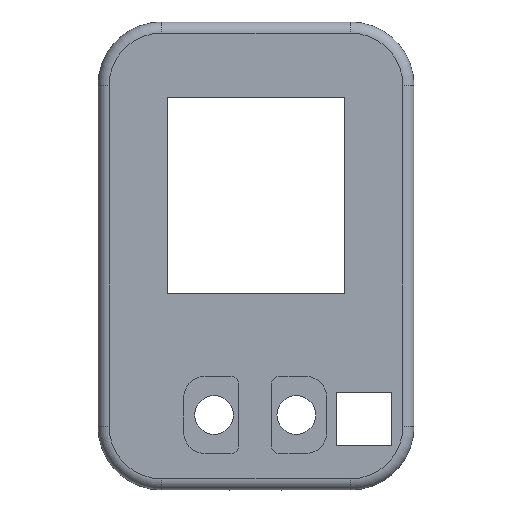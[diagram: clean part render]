
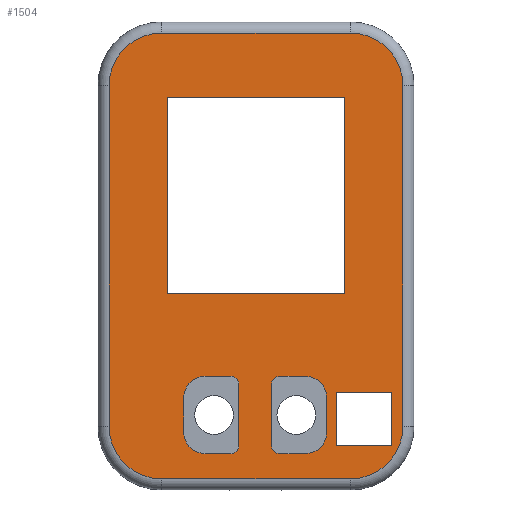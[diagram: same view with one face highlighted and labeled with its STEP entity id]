
A CAD part, top view. The second image highlights one B-rep face of the part: STEP entity #1504.
In plain terms, the highlighted planar face has unit normal (0, 0, 1).
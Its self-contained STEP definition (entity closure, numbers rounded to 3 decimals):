
#1074 = VERTEX_POINT('',#1075);
#1075 = CARTESIAN_POINT('',(-26.6,30.85,9.1));
#1082 = EDGE_CURVE('',#1074,#1083,#1085,.T.);
#1083 = VERTEX_POINT('',#1084);
#1084 = CARTESIAN_POINT('',(-26.6,-30.85,9.1));
#1085 = LINE('',#1086,#1087);
#1086 = CARTESIAN_POINT('',(-26.6,30.85,9.1));
#1087 = VECTOR('',#1088,1.);
#1088 = DIRECTION('',(0.,-1.,0.));
#1132 = VERTEX_POINT('',#1133);
#1133 = CARTESIAN_POINT('',(17.1,40.35,9.1));
#1140 = EDGE_CURVE('',#1132,#1141,#1143,.T.);
#1141 = VERTEX_POINT('',#1142);
#1142 = CARTESIAN_POINT('',(-17.1,40.35,9.1));
#1143 = LINE('',#1144,#1145);
#1144 = CARTESIAN_POINT('',(17.1,40.35,9.1));
#1145 = VECTOR('',#1146,1.);
#1146 = DIRECTION('',(-1.,0.,0.));
#1167 = EDGE_CURVE('',#1141,#1074,#1168,.T.);
#1168 = CIRCLE('',#1169,9.5);
#1169 = AXIS2_PLACEMENT_3D('',#1170,#1171,#1172);
#1170 = CARTESIAN_POINT('',(-17.1,30.85,9.1));
#1171 = DIRECTION('',(0.,-0.,1.));
#1172 = DIRECTION('',(0.,1.,0.));
#1185 = VERTEX_POINT('',#1186);
#1186 = CARTESIAN_POINT('',(-17.1,-40.35,9.1));
#1193 = EDGE_CURVE('',#1083,#1185,#1194,.T.);
#1194 = CIRCLE('',#1195,9.5);
#1195 = AXIS2_PLACEMENT_3D('',#1196,#1197,#1198);
#1196 = CARTESIAN_POINT('',(-17.1,-30.85,9.1));
#1197 = DIRECTION('',(0.,0.,1.));
#1198 = DIRECTION('',(-1.,0.,0.));
#1209 = EDGE_CURVE('',#1185,#1210,#1212,.T.);
#1210 = VERTEX_POINT('',#1211);
#1211 = CARTESIAN_POINT('',(17.1,-40.35,9.1));
#1212 = LINE('',#1213,#1214);
#1213 = CARTESIAN_POINT('',(-17.1,-40.35,9.1));
#1214 = VECTOR('',#1215,1.);
#1215 = DIRECTION('',(1.,0.,0.));
#1504 = ADVANCED_FACE('',(#1505,#1536,#1606,#1676,#1710),#1744,.T.);
#1505 = FACE_BOUND('',#1506,.T.);
#1506 = EDGE_LOOP('',(#1507,#1508,#1509,#1510,#1519,#1527,#1534,#1535));
#1507 = ORIENTED_EDGE('',*,*,#1082,.T.);
#1508 = ORIENTED_EDGE('',*,*,#1193,.T.);
#1509 = ORIENTED_EDGE('',*,*,#1209,.T.);
#1510 = ORIENTED_EDGE('',*,*,#1511,.T.);
#1511 = EDGE_CURVE('',#1210,#1512,#1514,.T.);
#1512 = VERTEX_POINT('',#1513);
#1513 = CARTESIAN_POINT('',(26.6,-30.85,9.1));
#1514 = CIRCLE('',#1515,9.5);
#1515 = AXIS2_PLACEMENT_3D('',#1516,#1517,#1518);
#1516 = CARTESIAN_POINT('',(17.1,-30.85,9.1));
#1517 = DIRECTION('',(0.,0.,1.));
#1518 = DIRECTION('',(0.,-1.,0.));
#1519 = ORIENTED_EDGE('',*,*,#1520,.T.);
#1520 = EDGE_CURVE('',#1512,#1521,#1523,.T.);
#1521 = VERTEX_POINT('',#1522);
#1522 = CARTESIAN_POINT('',(26.6,30.85,9.1));
#1523 = LINE('',#1524,#1525);
#1524 = CARTESIAN_POINT('',(26.6,-30.85,9.1));
#1525 = VECTOR('',#1526,1.);
#1526 = DIRECTION('',(0.,1.,0.));
#1527 = ORIENTED_EDGE('',*,*,#1528,.T.);
#1528 = EDGE_CURVE('',#1521,#1132,#1529,.T.);
#1529 = CIRCLE('',#1530,9.5);
#1530 = AXIS2_PLACEMENT_3D('',#1531,#1532,#1533);
#1531 = CARTESIAN_POINT('',(17.1,30.85,9.1));
#1532 = DIRECTION('',(0.,0.,1.));
#1533 = DIRECTION('',(1.,0.,0.));
#1534 = ORIENTED_EDGE('',*,*,#1140,.T.);
#1535 = ORIENTED_EDGE('',*,*,#1167,.T.);
#1536 = FACE_BOUND('',#1537,.T.);
#1537 = EDGE_LOOP('',(#1538,#1548,#1557,#1565,#1574,#1582,#1591,#1599));
#1538 = ORIENTED_EDGE('',*,*,#1539,.F.);
#1539 = EDGE_CURVE('',#1540,#1542,#1544,.T.);
#1540 = VERTEX_POINT('',#1541);
#1541 = CARTESIAN_POINT('',(-13.08,-25.64,9.1));
#1542 = VERTEX_POINT('',#1543);
#1543 = CARTESIAN_POINT('',(-13.08,-31.94,9.1));
#1544 = LINE('',#1545,#1546);
#1545 = CARTESIAN_POINT('',(-13.08,-25.64,9.1));
#1546 = VECTOR('',#1547,1.);
#1547 = DIRECTION('',(0.,-1.,0.));
#1548 = ORIENTED_EDGE('',*,*,#1549,.F.);
#1549 = EDGE_CURVE('',#1550,#1540,#1552,.T.);
#1550 = VERTEX_POINT('',#1551);
#1551 = CARTESIAN_POINT('',(-9.23,-21.79,9.1));
#1552 = CIRCLE('',#1553,3.85);
#1553 = AXIS2_PLACEMENT_3D('',#1554,#1555,#1556);
#1554 = CARTESIAN_POINT('',(-9.23,-25.64,9.1));
#1555 = DIRECTION('',(0.,0.,1.));
#1556 = DIRECTION('',(1.,0.,0.));
#1557 = ORIENTED_EDGE('',*,*,#1558,.F.);
#1558 = EDGE_CURVE('',#1559,#1550,#1561,.T.);
#1559 = VERTEX_POINT('',#1560);
#1560 = CARTESIAN_POINT('',(-4.58,-21.79,9.1));
#1561 = LINE('',#1562,#1563);
#1562 = CARTESIAN_POINT('',(-4.58,-21.79,9.1));
#1563 = VECTOR('',#1564,1.);
#1564 = DIRECTION('',(-1.,0.,0.));
#1565 = ORIENTED_EDGE('',*,*,#1566,.F.);
#1566 = EDGE_CURVE('',#1567,#1559,#1569,.T.);
#1567 = VERTEX_POINT('',#1568);
#1568 = CARTESIAN_POINT('',(-3.08,-23.29,9.1));
#1569 = CIRCLE('',#1570,1.5);
#1570 = AXIS2_PLACEMENT_3D('',#1571,#1572,#1573);
#1571 = CARTESIAN_POINT('',(-4.58,-23.29,9.1));
#1572 = DIRECTION('',(0.,0.,1.));
#1573 = DIRECTION('',(1.,0.,0.));
#1574 = ORIENTED_EDGE('',*,*,#1575,.F.);
#1575 = EDGE_CURVE('',#1576,#1567,#1578,.T.);
#1576 = VERTEX_POINT('',#1577);
#1577 = CARTESIAN_POINT('',(-3.08,-34.29,9.1));
#1578 = LINE('',#1579,#1580);
#1579 = CARTESIAN_POINT('',(-3.08,-34.29,9.1));
#1580 = VECTOR('',#1581,1.);
#1581 = DIRECTION('',(0.,1.,0.));
#1582 = ORIENTED_EDGE('',*,*,#1583,.F.);
#1583 = EDGE_CURVE('',#1584,#1576,#1586,.T.);
#1584 = VERTEX_POINT('',#1585);
#1585 = CARTESIAN_POINT('',(-4.58,-35.79,9.1));
#1586 = CIRCLE('',#1587,1.5);
#1587 = AXIS2_PLACEMENT_3D('',#1588,#1589,#1590);
#1588 = CARTESIAN_POINT('',(-4.58,-34.29,9.1));
#1589 = DIRECTION('',(0.,0.,1.));
#1590 = DIRECTION('',(1.,0.,0.));
#1591 = ORIENTED_EDGE('',*,*,#1592,.F.);
#1592 = EDGE_CURVE('',#1593,#1584,#1595,.T.);
#1593 = VERTEX_POINT('',#1594);
#1594 = CARTESIAN_POINT('',(-9.23,-35.79,9.1));
#1595 = LINE('',#1596,#1597);
#1596 = CARTESIAN_POINT('',(-9.23,-35.79,9.1));
#1597 = VECTOR('',#1598,1.);
#1598 = DIRECTION('',(1.,0.,0.));
#1599 = ORIENTED_EDGE('',*,*,#1600,.F.);
#1600 = EDGE_CURVE('',#1542,#1593,#1601,.T.);
#1601 = CIRCLE('',#1602,3.85);
#1602 = AXIS2_PLACEMENT_3D('',#1603,#1604,#1605);
#1603 = CARTESIAN_POINT('',(-9.23,-31.94,9.1));
#1604 = DIRECTION('',(0.,0.,1.));
#1605 = DIRECTION('',(1.,0.,0.));
#1606 = FACE_BOUND('',#1607,.T.);
#1607 = EDGE_LOOP('',(#1608,#1618,#1627,#1635,#1644,#1652,#1661,#1669));
#1608 = ORIENTED_EDGE('',*,*,#1609,.F.);
#1609 = EDGE_CURVE('',#1610,#1612,#1614,.T.);
#1610 = VERTEX_POINT('',#1611);
#1611 = CARTESIAN_POINT('',(2.8,-23.29,9.1));
#1612 = VERTEX_POINT('',#1613);
#1613 = CARTESIAN_POINT('',(2.8,-34.29,9.1));
#1614 = LINE('',#1615,#1616);
#1615 = CARTESIAN_POINT('',(2.8,-23.29,9.1));
#1616 = VECTOR('',#1617,1.);
#1617 = DIRECTION('',(0.,-1.,0.));
#1618 = ORIENTED_EDGE('',*,*,#1619,.F.);
#1619 = EDGE_CURVE('',#1620,#1610,#1622,.T.);
#1620 = VERTEX_POINT('',#1621);
#1621 = CARTESIAN_POINT('',(4.3,-21.79,9.1));
#1622 = CIRCLE('',#1623,1.5);
#1623 = AXIS2_PLACEMENT_3D('',#1624,#1625,#1626);
#1624 = CARTESIAN_POINT('',(4.3,-23.29,9.1));
#1625 = DIRECTION('',(0.,0.,1.));
#1626 = DIRECTION('',(1.,0.,0.));
#1627 = ORIENTED_EDGE('',*,*,#1628,.F.);
#1628 = EDGE_CURVE('',#1629,#1620,#1631,.T.);
#1629 = VERTEX_POINT('',#1630);
#1630 = CARTESIAN_POINT('',(8.95,-21.79,9.1));
#1631 = LINE('',#1632,#1633);
#1632 = CARTESIAN_POINT('',(8.95,-21.79,9.1));
#1633 = VECTOR('',#1634,1.);
#1634 = DIRECTION('',(-1.,0.,0.));
#1635 = ORIENTED_EDGE('',*,*,#1636,.F.);
#1636 = EDGE_CURVE('',#1637,#1629,#1639,.T.);
#1637 = VERTEX_POINT('',#1638);
#1638 = CARTESIAN_POINT('',(12.8,-25.64,9.1));
#1639 = CIRCLE('',#1640,3.85);
#1640 = AXIS2_PLACEMENT_3D('',#1641,#1642,#1643);
#1641 = CARTESIAN_POINT('',(8.95,-25.64,9.1));
#1642 = DIRECTION('',(0.,0.,1.));
#1643 = DIRECTION('',(1.,0.,0.));
#1644 = ORIENTED_EDGE('',*,*,#1645,.F.);
#1645 = EDGE_CURVE('',#1646,#1637,#1648,.T.);
#1646 = VERTEX_POINT('',#1647);
#1647 = CARTESIAN_POINT('',(12.8,-31.94,9.1));
#1648 = LINE('',#1649,#1650);
#1649 = CARTESIAN_POINT('',(12.8,-31.94,9.1));
#1650 = VECTOR('',#1651,1.);
#1651 = DIRECTION('',(0.,1.,0.));
#1652 = ORIENTED_EDGE('',*,*,#1653,.F.);
#1653 = EDGE_CURVE('',#1654,#1646,#1656,.T.);
#1654 = VERTEX_POINT('',#1655);
#1655 = CARTESIAN_POINT('',(8.95,-35.79,9.1));
#1656 = CIRCLE('',#1657,3.85);
#1657 = AXIS2_PLACEMENT_3D('',#1658,#1659,#1660);
#1658 = CARTESIAN_POINT('',(8.95,-31.94,9.1));
#1659 = DIRECTION('',(0.,0.,1.));
#1660 = DIRECTION('',(1.,0.,0.));
#1661 = ORIENTED_EDGE('',*,*,#1662,.F.);
#1662 = EDGE_CURVE('',#1663,#1654,#1665,.T.);
#1663 = VERTEX_POINT('',#1664);
#1664 = CARTESIAN_POINT('',(4.3,-35.79,9.1));
#1665 = LINE('',#1666,#1667);
#1666 = CARTESIAN_POINT('',(4.3,-35.79,9.1));
#1667 = VECTOR('',#1668,1.);
#1668 = DIRECTION('',(1.,0.,0.));
#1669 = ORIENTED_EDGE('',*,*,#1670,.F.);
#1670 = EDGE_CURVE('',#1612,#1663,#1671,.T.);
#1671 = CIRCLE('',#1672,1.5);
#1672 = AXIS2_PLACEMENT_3D('',#1673,#1674,#1675);
#1673 = CARTESIAN_POINT('',(4.3,-34.29,9.1));
#1674 = DIRECTION('',(0.,0.,1.));
#1675 = DIRECTION('',(1.,0.,0.));
#1676 = FACE_BOUND('',#1677,.T.);
#1677 = EDGE_LOOP('',(#1678,#1688,#1696,#1704));
#1678 = ORIENTED_EDGE('',*,*,#1679,.F.);
#1679 = EDGE_CURVE('',#1680,#1682,#1684,.T.);
#1680 = VERTEX_POINT('',#1681);
#1681 = CARTESIAN_POINT('',(14.55,-24.77,9.1));
#1682 = VERTEX_POINT('',#1683);
#1683 = CARTESIAN_POINT('',(14.55,-34.39,9.1));
#1684 = LINE('',#1685,#1686);
#1685 = CARTESIAN_POINT('',(14.55,-24.77,9.1));
#1686 = VECTOR('',#1687,1.);
#1687 = DIRECTION('',(0.,-1.,0.));
#1688 = ORIENTED_EDGE('',*,*,#1689,.F.);
#1689 = EDGE_CURVE('',#1690,#1680,#1692,.T.);
#1690 = VERTEX_POINT('',#1691);
#1691 = CARTESIAN_POINT('',(24.55,-24.77,9.1));
#1692 = LINE('',#1693,#1694);
#1693 = CARTESIAN_POINT('',(24.55,-24.77,9.1));
#1694 = VECTOR('',#1695,1.);
#1695 = DIRECTION('',(-1.,0.,0.));
#1696 = ORIENTED_EDGE('',*,*,#1697,.F.);
#1697 = EDGE_CURVE('',#1698,#1690,#1700,.T.);
#1698 = VERTEX_POINT('',#1699);
#1699 = CARTESIAN_POINT('',(24.55,-34.39,9.1));
#1700 = LINE('',#1701,#1702);
#1701 = CARTESIAN_POINT('',(24.55,-34.39,9.1));
#1702 = VECTOR('',#1703,1.);
#1703 = DIRECTION('',(0.,1.,0.));
#1704 = ORIENTED_EDGE('',*,*,#1705,.F.);
#1705 = EDGE_CURVE('',#1682,#1698,#1706,.T.);
#1706 = LINE('',#1707,#1708);
#1707 = CARTESIAN_POINT('',(14.55,-34.39,9.1));
#1708 = VECTOR('',#1709,1.);
#1709 = DIRECTION('',(1.,0.,0.));
#1710 = FACE_BOUND('',#1711,.T.);
#1711 = EDGE_LOOP('',(#1712,#1722,#1730,#1738));
#1712 = ORIENTED_EDGE('',*,*,#1713,.F.);
#1713 = EDGE_CURVE('',#1714,#1716,#1718,.T.);
#1714 = VERTEX_POINT('',#1715);
#1715 = CARTESIAN_POINT('',(-16.1,28.6,9.1));
#1716 = VERTEX_POINT('',#1717);
#1717 = CARTESIAN_POINT('',(-16.1,-6.8,9.1));
#1718 = LINE('',#1719,#1720);
#1719 = CARTESIAN_POINT('',(-16.1,28.6,9.1));
#1720 = VECTOR('',#1721,1.);
#1721 = DIRECTION('',(0.,-1.,0.));
#1722 = ORIENTED_EDGE('',*,*,#1723,.F.);
#1723 = EDGE_CURVE('',#1724,#1714,#1726,.T.);
#1724 = VERTEX_POINT('',#1725);
#1725 = CARTESIAN_POINT('',(16.1,28.6,9.1));
#1726 = LINE('',#1727,#1728);
#1727 = CARTESIAN_POINT('',(16.1,28.6,9.1));
#1728 = VECTOR('',#1729,1.);
#1729 = DIRECTION('',(-1.,0.,0.));
#1730 = ORIENTED_EDGE('',*,*,#1731,.F.);
#1731 = EDGE_CURVE('',#1732,#1724,#1734,.T.);
#1732 = VERTEX_POINT('',#1733);
#1733 = CARTESIAN_POINT('',(16.1,-6.8,9.1));
#1734 = LINE('',#1735,#1736);
#1735 = CARTESIAN_POINT('',(16.1,-6.8,9.1));
#1736 = VECTOR('',#1737,1.);
#1737 = DIRECTION('',(0.,1.,0.));
#1738 = ORIENTED_EDGE('',*,*,#1739,.F.);
#1739 = EDGE_CURVE('',#1716,#1732,#1740,.T.);
#1740 = LINE('',#1741,#1742);
#1741 = CARTESIAN_POINT('',(-16.1,-6.8,9.1));
#1742 = VECTOR('',#1743,1.);
#1743 = DIRECTION('',(1.,0.,0.));
#1744 = PLANE('',#1745);
#1745 = AXIS2_PLACEMENT_3D('',#1746,#1747,#1748);
#1746 = CARTESIAN_POINT('',(0.,0.,9.1));
#1747 = DIRECTION('',(0.,0.,1.));
#1748 = DIRECTION('',(1.,0.,0.));
